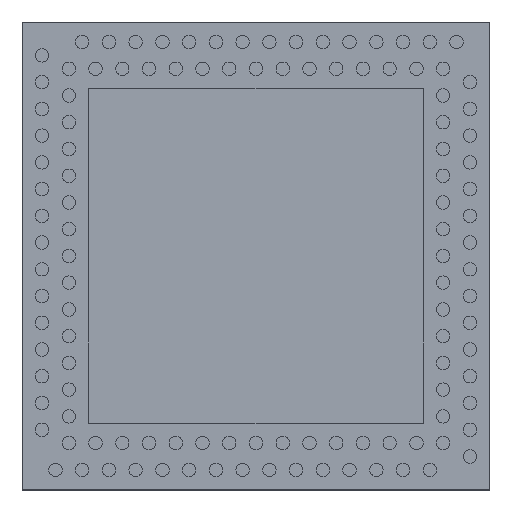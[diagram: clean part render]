
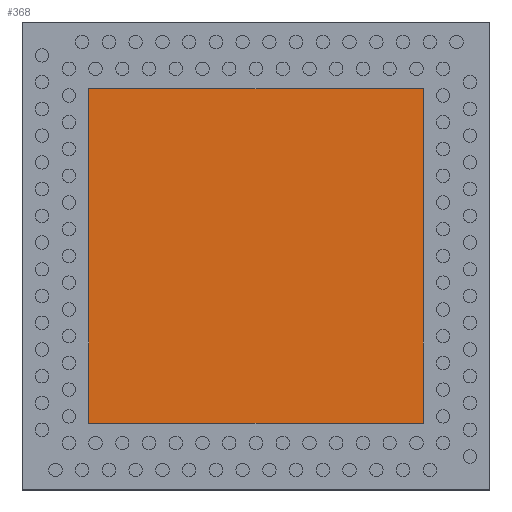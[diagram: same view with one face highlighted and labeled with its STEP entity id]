
A CAD part, top view. The second image highlights one B-rep face of the part: STEP entity #368.
In plain terms, the highlighted planar face has unit normal (0, 0, 1).
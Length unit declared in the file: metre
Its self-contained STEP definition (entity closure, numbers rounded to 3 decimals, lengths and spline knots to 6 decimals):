
#368 = ADVANCED_FACE( '', ( #955 ), #956, .T. );
#955 = FACE_OUTER_BOUND( '', #1955, .T. );
#956 = PLANE( '', #1956 );
#1955 = EDGE_LOOP( '', ( #3035, #3036, #3037, #3038 ) );
#1956 = AXIS2_PLACEMENT_3D( '', #3039, #3040, #3041 );
#3035 = ORIENTED_EDGE( '', *, *, #4444, .F. );
#3036 = ORIENTED_EDGE( '', *, *, #4445, .T. );
#3037 = ORIENTED_EDGE( '', *, *, #4446, .T. );
#3038 = ORIENTED_EDGE( '', *, *, #4447, .F. );
#3039 = CARTESIAN_POINT( '', ( 0., 0., 0.00005 ) );
#3040 = DIRECTION( '', ( 0., 0., 1. ) );
#3041 = DIRECTION( '', ( 1., 0., 0. ) );
#4444 = EDGE_CURVE( '', #5029, #5030, #5031, .T. );
#4445 = EDGE_CURVE( '', #5029, #5032, #5033, .T. );
#4446 = EDGE_CURVE( '', #5032, #5034, #5035, .T. );
#4447 = EDGE_CURVE( '', #5030, #5034, #5036, .T. );
#5029 = VERTEX_POINT( '', #5812 );
#5030 = VERTEX_POINT( '', #5813 );
#5031 = LINE( '', #5814, #5815 );
#5032 = VERTEX_POINT( '', #5816 );
#5033 = LINE( '', #5817, #5818 );
#5034 = VERTEX_POINT( '', #5819 );
#5035 = LINE( '', #5820, #5821 );
#5036 = LINE( '', #5822, #5823 );
#5812 = CARTESIAN_POINT( '', ( -0.0025, 0.0025, 0.00005 ) );
#5813 = CARTESIAN_POINT( '', ( 0.0025, 0.0025, 0.00005 ) );
#5814 = CARTESIAN_POINT( '', ( 0., 0.0025, 0.00005 ) );
#5815 = VECTOR( '', #6634, 1. );
#5816 = CARTESIAN_POINT( '', ( -0.0025, -0.0025, 0.00005 ) );
#5817 = CARTESIAN_POINT( '', ( -0.0025, 0., 0.00005 ) );
#5818 = VECTOR( '', #6635, 1. );
#5819 = CARTESIAN_POINT( '', ( 0.0025, -0.0025, 0.00005 ) );
#5820 = CARTESIAN_POINT( '', ( 0., -0.0025, 0.00005 ) );
#5821 = VECTOR( '', #6636, 1. );
#5822 = CARTESIAN_POINT( '', ( 0.0025, 0., 0.00005 ) );
#5823 = VECTOR( '', #6637, 1. );
#6634 = DIRECTION( '', ( 1., 0., 0. ) );
#6635 = DIRECTION( '', ( 0., -1., 0. ) );
#6636 = DIRECTION( '', ( 1., 0., 0. ) );
#6637 = DIRECTION( '', ( 0., -1., 0. ) );
